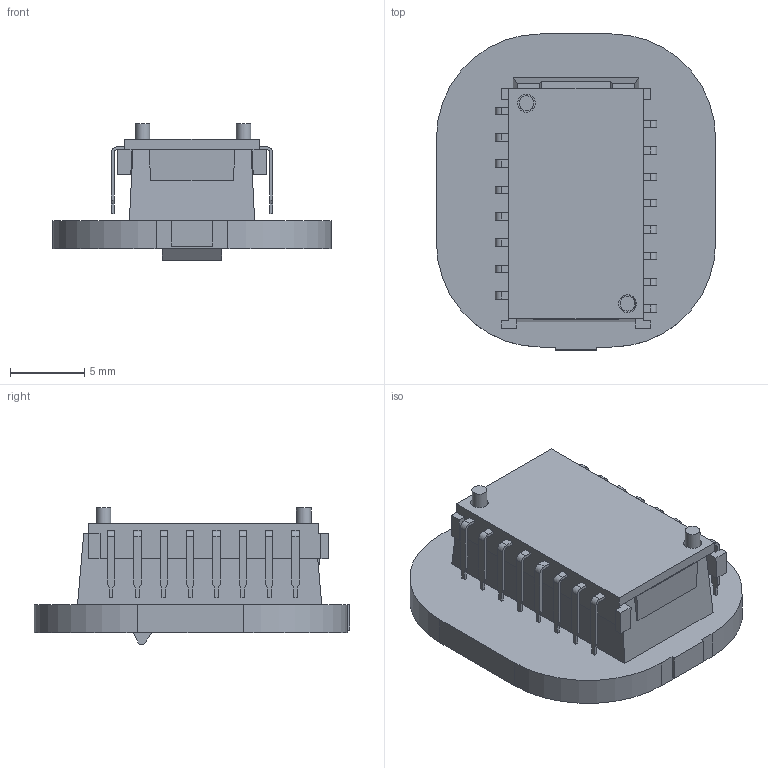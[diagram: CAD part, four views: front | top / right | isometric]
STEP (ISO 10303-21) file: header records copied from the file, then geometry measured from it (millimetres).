
FILE_DESCRIPTION(/* description */ ('STEP AP242','CAx-IF Rec.Pracs.---Representation and Presentation of Product Manufacturing Information (PMI)---4.0---2014-10-13','CAx-IF Rec.Pracs.---3D Tessellated Geometry---0.4---2014-09-14','2;1'),/* implementation_level */ '2;1');
FILE_NAME(/* name */ '61715133a6c0d7676ab65a40',/* time_stamp */ '2021-10-21T11:38:29+00:00',/* author */ (''),/* organization */ (''),/* preprocessor_version */ 'ST-DEVELOPER v18.1',/* originating_system */ ' ',/* authorisation */ ' ');
FILE_SCHEMA (('AP242_MANAGED_MODEL_BASED_3D_ENGINEERING_MIM_LF { 1 0 10303 442 1 1 4 }'));
Length unit declared in the file: metre
Products named in the file (19): Assembly 1; Part 3; Part 13; Part 7; Part 10; Part 6; Part 5; Part 11; Part 14; Part 15; Part 12; Part 4; Part 9; pin1; chip; Part 16; lense; Part 17; Part 8
Assembly tree (18 placements, depth 2):
  Assembly 1
    Part 3
    Part 13
    Part 7
    Part 10
    Part 6
    Part 5
    Part 11
    Part 14
    Part 15
    Part 12
    Part 4
    Part 9
    pin1
    chip
    Part 16
    lense
    Part 17
    Part 8
Bounding box: 18.85 x 21.35 x 9.2 mm (x, y, z)
Volume: 980.9 mm3; surface area: 2029.6 mm2
Topology: 18 solids, 18 shells, 349 faces, 906 edges, 600 vertices
Faces by surface type: plane 293, cylinder 56
Full cylindrical faces by diameter (mm): 1 x2, 1.2 x2
Entity records: 11005 total; most frequent: CARTESIAN_POINT 1868, ORIENTED_EDGE 1802, DIRECTION 1752, EDGE_CURVE 901, LINE 786, VECTOR 786, VERTEX_POINT 599, AXIS2_PLACEMENT_3D 483
